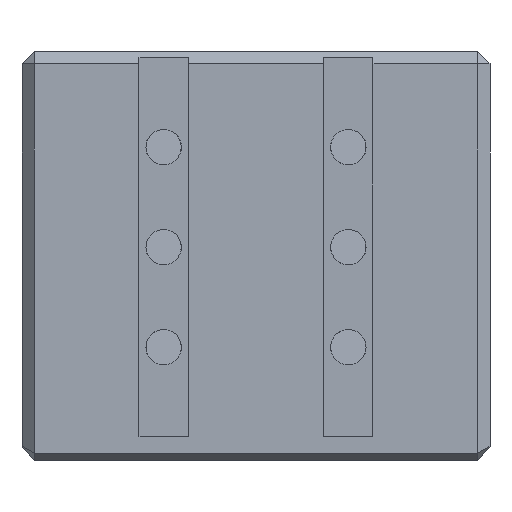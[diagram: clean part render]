
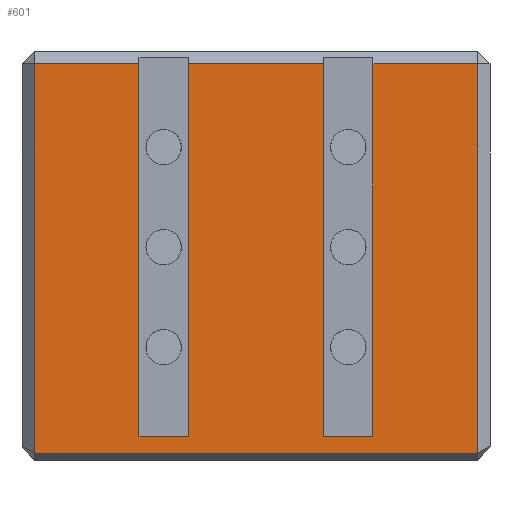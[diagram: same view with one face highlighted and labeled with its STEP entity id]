
A CAD part, front view. The second image highlights one B-rep face of the part: STEP entity #601.
In plain terms, the highlighted planar face has unit normal (0, -1, 0).
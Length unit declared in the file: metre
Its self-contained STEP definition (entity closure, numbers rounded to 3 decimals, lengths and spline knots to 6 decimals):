
#12=LINE('',#907,#78);
#19=LINE('',#922,#85);
#22=LINE('',#928,#88);
#26=LINE('',#936,#92);
#27=LINE('',#939,#93);
#28=LINE('',#940,#94);
#29=LINE('',#942,#95);
#30=LINE('',#944,#96);
#31=LINE('',#946,#97);
#32=LINE('',#948,#98);
#33=LINE('',#950,#99);
#34=LINE('',#952,#100);
#78=VECTOR('',#739,1.);
#85=VECTOR('',#750,1.);
#88=VECTOR('',#755,1.);
#92=VECTOR('',#763,1.);
#93=VECTOR('',#764,1.);
#94=VECTOR('',#765,1.);
#95=VECTOR('',#766,1.);
#96=VECTOR('',#767,1.);
#97=VECTOR('',#768,1.);
#98=VECTOR('',#769,1.);
#99=VECTOR('',#770,1.);
#100=VECTOR('',#771,1.);
#149=PLANE('',#668);
#223=ORIENTED_EDGE('',*,*,#368,.T.);
#224=ORIENTED_EDGE('',*,*,#369,.T.);
#225=ORIENTED_EDGE('',*,*,#364,.F.);
#226=ORIENTED_EDGE('',*,*,#354,.T.);
#227=ORIENTED_EDGE('',*,*,#361,.T.);
#228=ORIENTED_EDGE('',*,*,#370,.T.);
#229=ORIENTED_EDGE('',*,*,#371,.T.);
#230=ORIENTED_EDGE('',*,*,#372,.T.);
#231=ORIENTED_EDGE('',*,*,#373,.T.);
#232=ORIENTED_EDGE('',*,*,#374,.T.);
#233=ORIENTED_EDGE('',*,*,#375,.F.);
#234=ORIENTED_EDGE('',*,*,#376,.T.);
#354=EDGE_CURVE('',#432,#433,#12,.T.);
#361=EDGE_CURVE('',#433,#438,#19,.T.);
#364=EDGE_CURVE('',#432,#440,#22,.T.);
#368=EDGE_CURVE('',#442,#443,#26,.T.);
#369=EDGE_CURVE('',#443,#440,#27,.T.);
#370=EDGE_CURVE('',#438,#444,#28,.T.);
#371=EDGE_CURVE('',#444,#445,#29,.T.);
#372=EDGE_CURVE('',#445,#446,#30,.T.);
#373=EDGE_CURVE('',#446,#447,#31,.T.);
#374=EDGE_CURVE('',#447,#448,#32,.T.);
#375=EDGE_CURVE('',#449,#448,#33,.T.);
#376=EDGE_CURVE('',#449,#442,#34,.T.);
#432=VERTEX_POINT('',#908);
#433=VERTEX_POINT('',#909);
#438=VERTEX_POINT('',#923);
#440=VERTEX_POINT('',#929);
#442=VERTEX_POINT('',#937);
#443=VERTEX_POINT('',#938);
#444=VERTEX_POINT('',#941);
#445=VERTEX_POINT('',#943);
#446=VERTEX_POINT('',#945);
#447=VERTEX_POINT('',#947);
#448=VERTEX_POINT('',#949);
#449=VERTEX_POINT('',#951);
#496=EDGE_LOOP('',(#223,#224,#225,#226,#227,#228,#229,#230,#231,#232,#233,
#234));
#550=FACE_BOUND('',#496,.T.);
#601=ADVANCED_FACE('',(#550),#149,.F.);
#668=AXIS2_PLACEMENT_3D('',#935,#761,#762);
#739=DIRECTION('',(-1.,0.,0.));
#750=DIRECTION('',(0.,0.,1.));
#755=DIRECTION('',(0.,0.,1.));
#761=DIRECTION('',(0.,1.,0.));
#762=DIRECTION('',(0.,0.,1.));
#763=DIRECTION('',(0.,0.,1.));
#764=DIRECTION('',(-1.,0.,0.));
#765=DIRECTION('',(-1.,0.,0.));
#766=DIRECTION('',(0.,0.,-1.));
#767=DIRECTION('',(1.,0.,0.));
#768=DIRECTION('',(0.,0.,1.));
#769=DIRECTION('',(-1.,0.,0.));
#770=DIRECTION('',(0.,0.,1.));
#771=DIRECTION('',(-1.,0.,0.));
#907=CARTESIAN_POINT('',(-0.015,0.02215,-0.03075));
#908=CARTESIAN_POINT('',(-0.011,0.02215,-0.03075));
#909=CARTESIAN_POINT('',(-0.019,0.02215,-0.03075));
#922=CARTESIAN_POINT('',(-0.019,0.02215,0.));
#923=CARTESIAN_POINT('',(-0.019,0.02215,0.02975));
#928=CARTESIAN_POINT('',(-0.011,0.02215,0.));
#929=CARTESIAN_POINT('',(-0.011,0.02215,0.02975));
#935=CARTESIAN_POINT('',(-0.038002,0.02215,0.));
#936=CARTESIAN_POINT('',(0.011,0.02215,0.));
#937=CARTESIAN_POINT('',(0.011,0.02215,-0.03075));
#938=CARTESIAN_POINT('',(0.011,0.02215,0.02975));
#939=CARTESIAN_POINT('',(-0.038,0.02215,0.02975));
#940=CARTESIAN_POINT('',(-0.038,0.02215,0.02975));
#941=CARTESIAN_POINT('',(-0.036,0.02215,0.02975));
#942=CARTESIAN_POINT('',(-0.036,0.02215,0.));
#943=CARTESIAN_POINT('',(-0.036,0.02215,-0.03348));
#944=CARTESIAN_POINT('',(-0.038002,0.02215,-0.03348));
#945=CARTESIAN_POINT('',(0.036,0.02215,-0.03348));
#946=CARTESIAN_POINT('',(0.036,0.02215,0.03175));
#947=CARTESIAN_POINT('',(0.036,0.02215,0.02975));
#948=CARTESIAN_POINT('',(-0.038,0.02215,0.02975));
#949=CARTESIAN_POINT('',(0.019,0.02215,0.02975));
#950=CARTESIAN_POINT('',(0.019,0.02215,0.));
#951=CARTESIAN_POINT('',(0.019,0.02215,-0.03075));
#952=CARTESIAN_POINT('',(0.015,0.02215,-0.03075));
